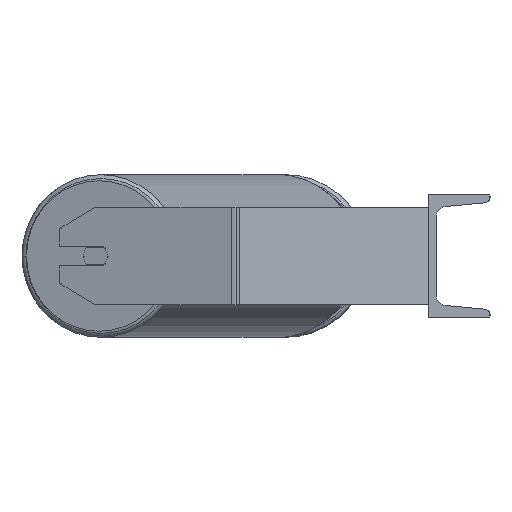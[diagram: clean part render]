
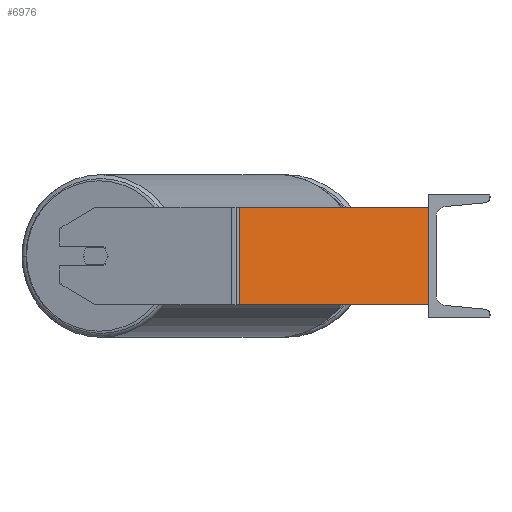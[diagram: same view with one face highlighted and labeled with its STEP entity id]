
A CAD part, left-side view. The second image highlights one B-rep face of the part: STEP entity #6976.
In plain terms, the highlighted planar face has unit normal (-0.985, -0.174, 0).
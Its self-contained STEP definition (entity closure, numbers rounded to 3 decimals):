
#390 = CARTESIAN_POINT ( 'NONE',  ( -885., 0., 40. ) ) ;
#449 = VERTEX_POINT ( 'NONE', #8473 ) ;
#977 = DIRECTION ( 'NONE',  ( 0.174, -0.985, 0. ) ) ;
#1423 = AXIS2_PLACEMENT_3D ( 'NONE', #9055, #8276, #2725 ) ;
#1690 = ORIENTED_EDGE ( 'NONE', *, *, #3009, .F. ) ;
#2011 = LINE ( 'NONE', #3378, #3428 ) ;
#2014 = EDGE_LOOP ( 'NONE', ( #6323, #1690, #8645, #6863 ) ) ;
#2725 = DIRECTION ( 'NONE',  ( -0.174, 0.985, 0. ) ) ;
#3009 = EDGE_CURVE ( 'NONE', #8127, #4066, #6726, .T. ) ;
#3133 = EDGE_CURVE ( 'NONE', #449, #4066, #2011, .T. ) ;
#3191 = DIRECTION ( 'NONE',  ( 0., 0., -1. ) ) ;
#3378 = CARTESIAN_POINT ( 'NONE',  ( -912.86, 158.002, -40. ) ) ;
#3428 = VECTOR ( 'NONE', #8381, 1000. ) ;
#3552 = CARTESIAN_POINT ( 'NONE',  ( -885., 0., 40. ) ) ;
#4066 = VERTEX_POINT ( 'NONE', #6359 ) ;
#4118 = VERTEX_POINT ( 'NONE', #4275 ) ;
#4275 = CARTESIAN_POINT ( 'NONE',  ( -912.244, 154.509, 40. ) ) ;
#4378 = DIRECTION ( 'NONE',  ( 0., 0., -1. ) ) ;
#4982 = CARTESIAN_POINT ( 'NONE',  ( -912.244, 154.509, 40. ) ) ;
#5163 = LINE ( 'NONE', #4982, #8506 ) ;
#5457 = PLANE ( 'NONE',  #1423 ) ;
#6238 = FACE_OUTER_BOUND ( 'NONE', #2014, .T. ) ;
#6323 = ORIENTED_EDGE ( 'NONE', *, *, #3133, .T. ) ;
#6359 = CARTESIAN_POINT ( 'NONE',  ( -885., 0., -40. ) ) ;
#6726 = LINE ( 'NONE', #390, #7420 ) ;
#6863 = ORIENTED_EDGE ( 'NONE', *, *, #8572, .T. ) ;
#6976 = ADVANCED_FACE ( 'NONE', ( #6238 ), #5457, .F. ) ;
#7420 = VECTOR ( 'NONE', #3191, 1000. ) ;
#7830 = CARTESIAN_POINT ( 'NONE',  ( -912.86, 158.002, 40. ) ) ;
#8127 = VERTEX_POINT ( 'NONE', #3552 ) ;
#8276 = DIRECTION ( 'NONE',  ( 0.985, 0.174, 0. ) ) ;
#8381 = DIRECTION ( 'NONE',  ( 0.174, -0.985, 0. ) ) ;
#8473 = CARTESIAN_POINT ( 'NONE',  ( -912.244, 154.509, -40. ) ) ;
#8506 = VECTOR ( 'NONE', #4378, 1000. ) ;
#8514 = VECTOR ( 'NONE', #977, 1000. ) ;
#8572 = EDGE_CURVE ( 'NONE', #4118, #449, #5163, .T. ) ;
#8642 = LINE ( 'NONE', #7830, #8514 ) ;
#8645 = ORIENTED_EDGE ( 'NONE', *, *, #9101, .F. ) ;
#9055 = CARTESIAN_POINT ( 'NONE',  ( -912.86, 158.002, 40. ) ) ;
#9101 = EDGE_CURVE ( 'NONE', #4118, #8127, #8642, .T. ) ;
